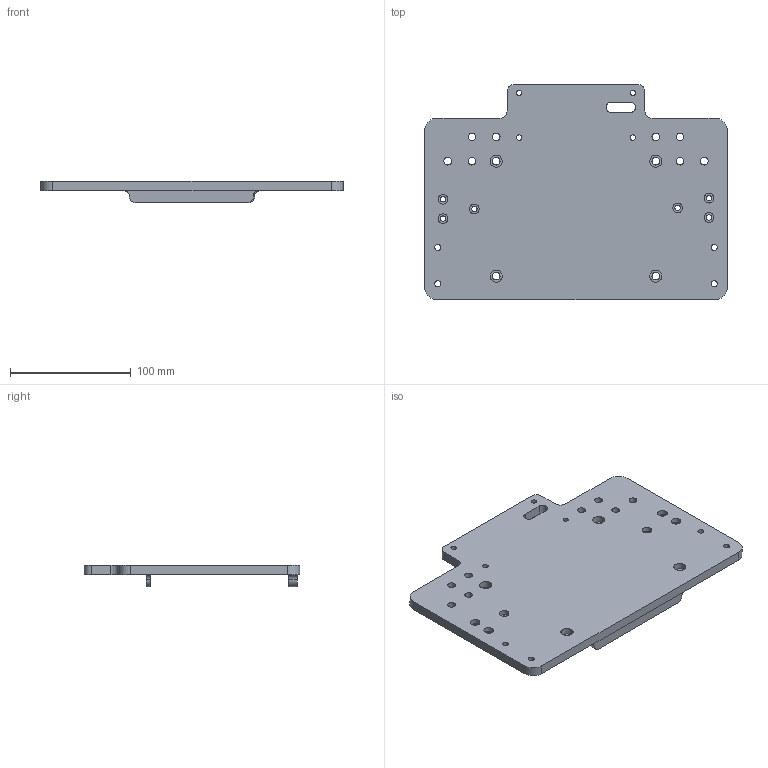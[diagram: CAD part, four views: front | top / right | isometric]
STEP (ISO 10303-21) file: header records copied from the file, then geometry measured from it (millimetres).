
FILE_DESCRIPTION(/* description */ (''),/* implementation_level */ '2;1');
FILE_NAME(/* name */ '000_Main_Plate.step',/* time_stamp */ '2025-11-22T19:14:44+01:00',/* author */ (''),/* organization */ (''),/* preprocessor_version */ 'ST-DEVELOPER v20.1',/* originating_system */ 'Autodesk Translation Framework v14.21.0.0',/* authorisation */ '');
FILE_SCHEMA (('AUTOMOTIVE_DESIGN { 1 0 10303 214 3 1 1 }'));
Length unit declared in the file: millimetre
Products named in the file (2): 2025-11-22-13-05-59-274; 2025-11-22-13-05-59-275
Assembly tree (1 placements, depth 2):
  2025-11-22-13-05-59-274
    2025-11-22-13-05-59-275
Bounding box: 250 x 178 x 18 mm (x, y, z)
Volume: 327780.5 mm3; surface area: 94989.7 mm2
Topology: 1 solids, 1 shells, 82 faces, 204 edges, 136 vertices
Faces by surface type: cylinder 54, plane 28
Full cylindrical faces by diameter (mm): 4.5 x10, 5 x4, 6.4 x12, 8 x6, 10 x4
Entity records: 2664 total; most frequent: DIRECTION 482, CARTESIAN_POINT 425, ORIENTED_EDGE 408, EDGE_CURVE 204, AXIS2_PLACEMENT_3D 193, EDGE_LOOP 148, VERTEX_POINT 136, CIRCLE 108
